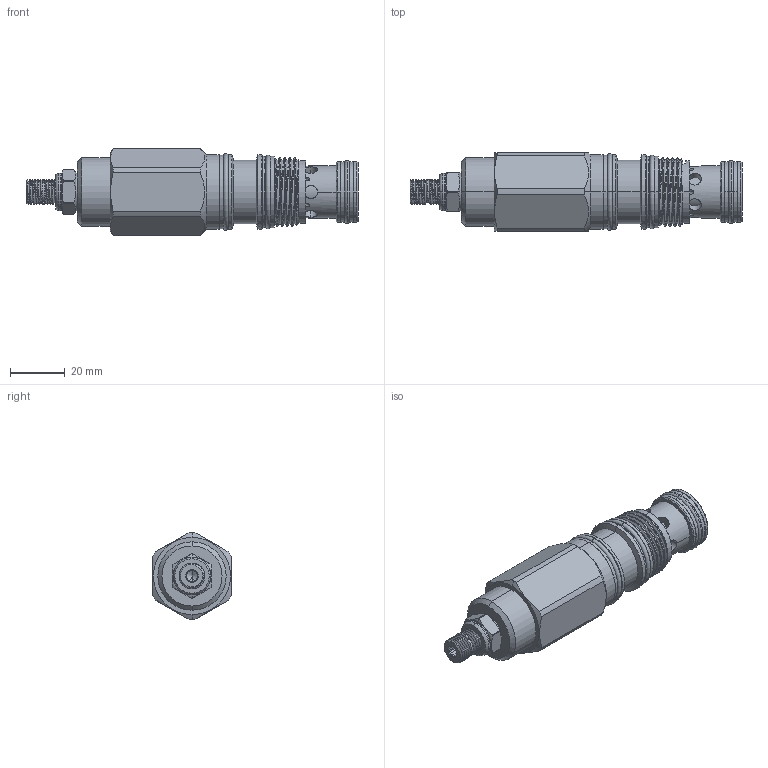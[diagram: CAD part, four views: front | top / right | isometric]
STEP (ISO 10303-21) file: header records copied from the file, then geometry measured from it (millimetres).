
FILE_DESCRIPTION (( 'STEP AP203' ), '1' );
FILE_NAME ('SD2A30-L.STEP', '2020-03-27T01:49:13', ( '' ), ( '' ), 'SwSTEP 2.0', 'SolidWorks 2018', '' );
FILE_SCHEMA (( 'CONFIG_CONTROL_DESIGN' ));
Length unit declared in the file: millimetre
Products named in the file (1): SD2A30-L
Bounding box: 121.4 x 28.57 x 31.8 mm (x, y, z)
Volume: 55153.6 mm3; surface area: 14739 mm2
Topology: 5 solids, 5 shells, 314 faces, 761 edges, 474 vertices
Faces by surface type: cylinder 169, plane 65, cone 41, torus 33, bspline 6
Entity records: 14739 total; most frequent: CARTESIAN_POINT 7656, ORIENTED_EDGE 1518, DIRECTION 1438, EDGE_CURVE 759, AXIS2_PLACEMENT_3D 605, VERTEX_POINT 474, EDGE_LOOP 341, FACE_OUTER_BOUND 314
